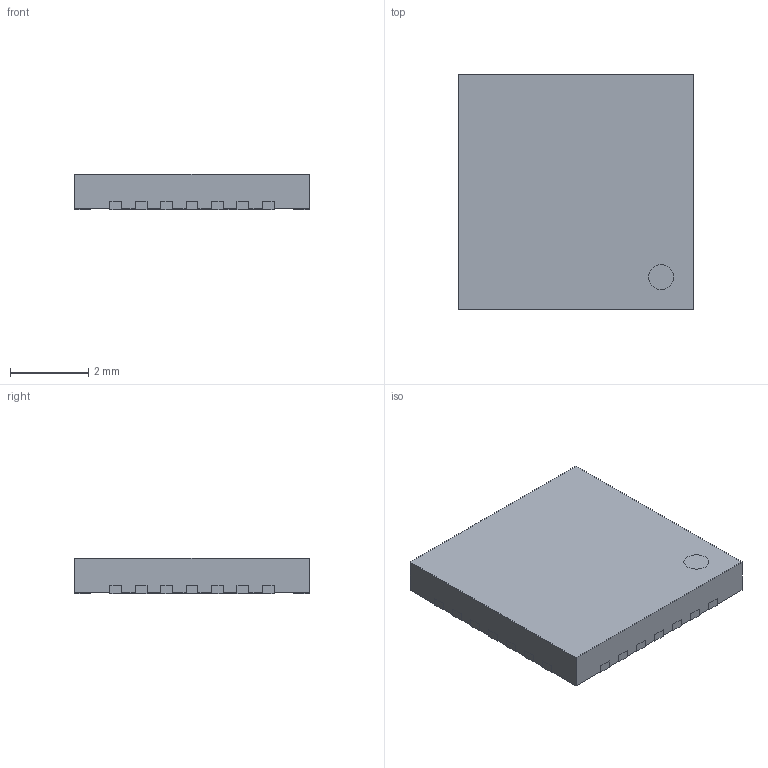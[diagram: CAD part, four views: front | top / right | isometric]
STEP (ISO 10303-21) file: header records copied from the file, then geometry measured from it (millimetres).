
FILE_DESCRIPTION (( 'STEP AP214' ), '1' );
FILE_NAME ('83F8C34F-5CE6-4A82-9E79-E699A0818682.STEP', '2024-06-25T12:47:07', ( '' ), ( '' ), 'SwSTEP 2.0', 'SolidWorks 2022', '' );
FILE_SCHEMA (( 'AUTOMOTIVE_DESIGN' ));
Length unit declared in the file: inch
Products named in the file (1): 83F8C34F-5CE6-4A82-9E79-E699A0818682
Bounding box: 6 x 6 x 0.9 mm (x, y, z)
Volume: 32 mm3; surface area: 144 mm2
Topology: 31 solids, 31 shells, 320 faces, 768 edges, 512 vertices
Faces by surface type: plane 246, cylinder 74
Entity records: 12106 total; most frequent: CARTESIAN_POINT 1601, DIRECTION 1558, ORIENTED_EDGE 1536, EDGE_CURVE 768, VECTOR 620, LINE 620, VERTEX_POINT 512, AXIS2_PLACEMENT_3D 469
